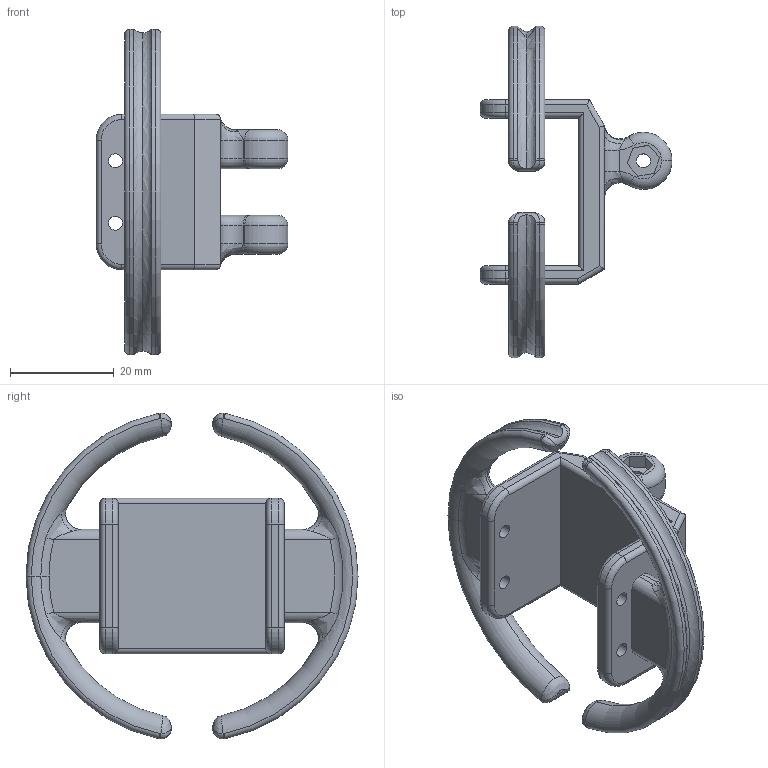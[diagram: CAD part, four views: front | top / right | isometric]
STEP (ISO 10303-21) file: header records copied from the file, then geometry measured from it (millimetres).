
FILE_DESCRIPTION (( 'STEP AP203' ), '1' );
FILE_NAME ('Leg_part_03_Default_sldprt.STEP', '2020-01-26T02:43:53', ( '' ), ( '' ), 'SwSTEP 2.0', 'SolidWorks 2019', '' );
FILE_SCHEMA (( 'CONFIG_CONTROL_DESIGN' ));
Length unit declared in the file: millimetre
Products named in the file (1): Leg_part_03_Default_sldprt
Bounding box: 37 x 64 x 62.79 mm (x, y, z)
Volume: 15929.3 mm3; surface area: 9728.2 mm2
Topology: 1 solids, 1 shells, 210 faces, 515 edges, 302 vertices
Faces by surface type: cylinder 72, torus 51, bspline 50, plane 37
Entity records: 9019 total; most frequent: CARTESIAN_POINT 4418, ORIENTED_EDGE 1014, DIRECTION 876, EDGE_CURVE 507, AXIS2_PLACEMENT_3D 362, VERTEX_POINT 302, EDGE_LOOP 225, FACE_OUTER_BOUND 210
